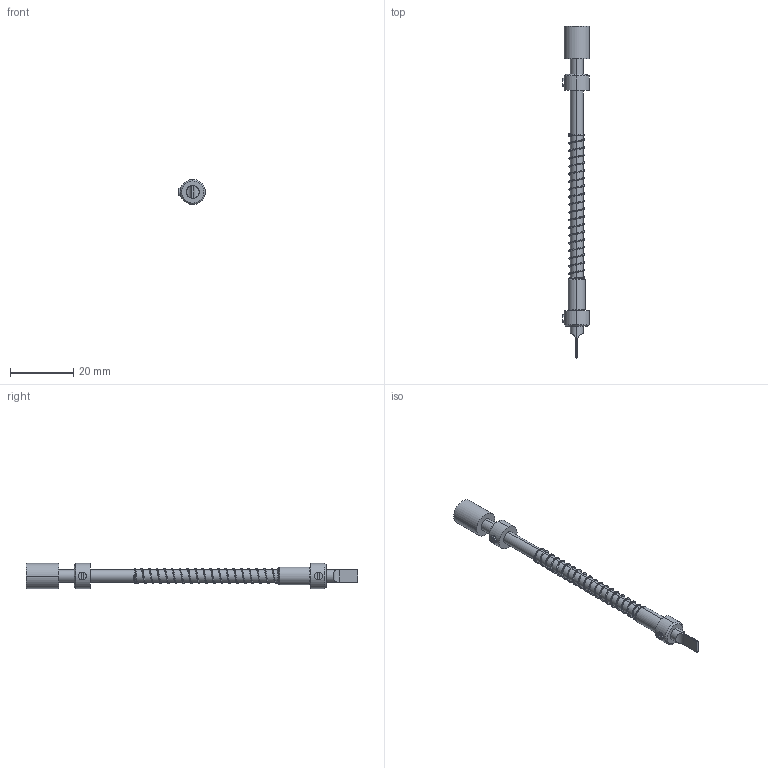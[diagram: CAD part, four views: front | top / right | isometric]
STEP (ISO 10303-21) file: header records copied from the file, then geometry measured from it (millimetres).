
FILE_DESCRIPTION (( 'STEP AP214' ), '1' );
FILE_NAME ('19491~0.STEP', '2019-04-03T11:31:28', ( '' ), ( '' ), 'SwSTEP 2.0', 'SolidWorks 2018', '' );
FILE_SCHEMA (( 'AUTOMOTIVE_DESIGN' ));
Length unit declared in the file: millimetre
Products named in the file (6): 3687~0; 26637~0_S; 15222~2_S; 57762~0; 19491~0; 3285~0
Assembly tree (6 placements, depth 2):
  19491~0
    3687~0  x2
    57762~0
    15222~2_S
    26637~0_S
    3285~0
Bounding box: 8.5 x 105 x 8 mm (x, y, z)
Volume: 2151.8 mm3; surface area: 2986.4 mm2
Topology: 8 solids, 8 shells, 84 faces, 187 edges, 119 vertices
Faces by surface type: cylinder 32, plane 32, cone 18, bspline 2
Entity records: 13471 total; most frequent: CARTESIAN_POINT 11578, DIRECTION 325, ORIENTED_EDGE 290, EDGE_CURVE 145, AXIS2_PLACEMENT_3D 133, VERTEX_POINT 93, EDGE_LOOP 72, ADVANCED_FACE 66
